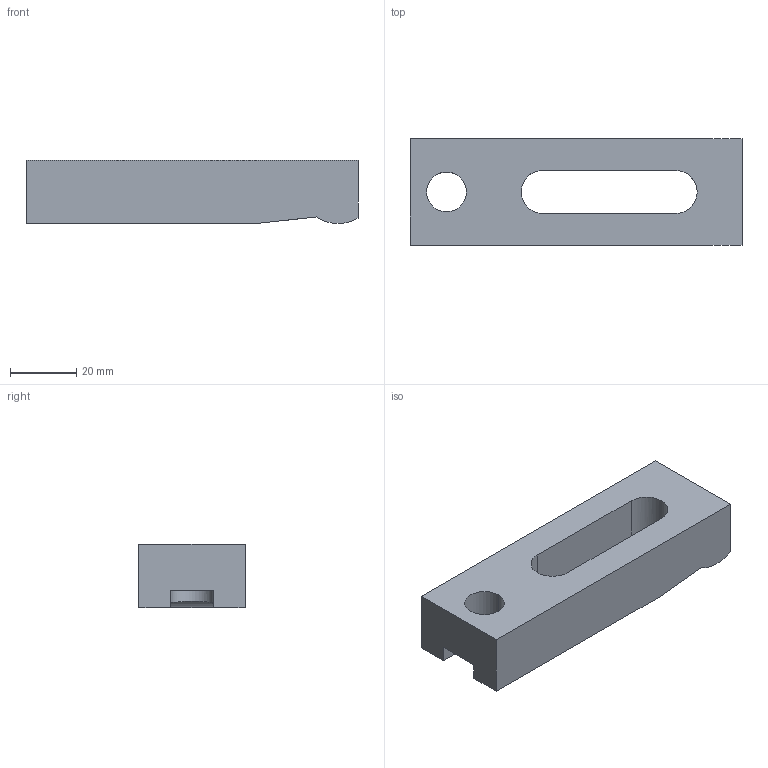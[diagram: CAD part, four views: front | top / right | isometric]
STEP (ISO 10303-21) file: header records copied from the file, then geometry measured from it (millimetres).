
FILE_DESCRIPTION (( 'STEP AP203' ), '1' );
FILE_NAME ('bj156-12100.STEP', '2021-10-24T23:48:26', ( '' ), ( '' ), 'SwSTEP 2.0', 'SolidWorks 2020', '' );
FILE_SCHEMA (( 'CONFIG_CONTROL_DESIGN' ));
Length unit declared in the file: millimetre
Products named in the file (1): bj156-12100
Bounding box: 100 x 32 x 19 mm (x, y, z)
Volume: 43920.3 mm3; surface area: 12817.6 mm2
Topology: 1 solids, 1 shells, 18 faces, 51 edges, 34 vertices
Faces by surface type: plane 11, cylinder 7
Entity records: 673 total; most frequent: CARTESIAN_POINT 107, ORIENTED_EDGE 102, DIRECTION 101, EDGE_CURVE 51, LINE 37, VECTOR 37, VERTEX_POINT 34, AXIS2_PLACEMENT_3D 32
